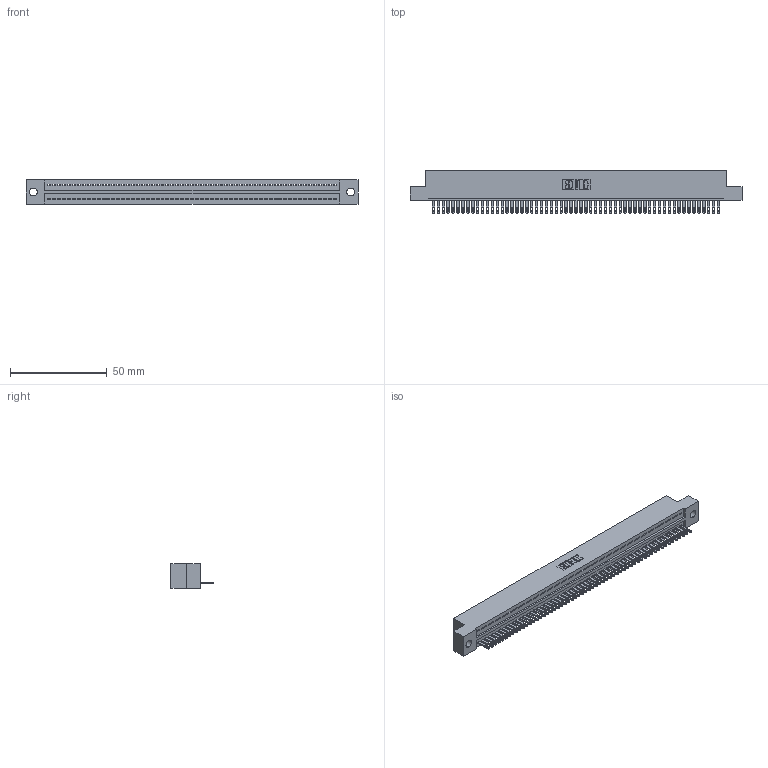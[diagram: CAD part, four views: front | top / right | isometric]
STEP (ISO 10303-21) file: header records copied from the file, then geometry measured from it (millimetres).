
FILE_DESCRIPTION (( 'STEP AP203' ), '1' );
FILE_NAME ('325-059-500-109.STEP', '2020-02-25T02:13:10', ( '' ), ( '' ), 'SwSTEP 2.0', 'SolidWorks 2016', '' );
FILE_SCHEMA (( 'CONFIG_CONTROL_DESIGN' ));
Length unit declared in the file: inch
Products named in the file (3): 325-292-001_325-293-100; 325-059-500-109; 325 Part_.160 TH
Assembly tree (60 placements, depth 2):
  325-059-500-109
    325 Part_.160 TH
    325-292-001_325-293-100  x59
Bounding box: 171.58 x 21.84 x 12.45 mm (x, y, z)
Volume: 21721.3 mm3; surface area: 24052.7 mm2
Topology: 60 solids, 60 shells, 3300 faces, 10223 edges, 6814 vertices
Faces by surface type: plane 2194, cylinder 1106
Entity records: 33803 total; most frequent: CARTESIAN_POINT 5835, ORIENTED_EDGE 5830, DIRECTION 4889, EDGE_CURVE 2915, VECTOR 2783, LINE 2783, VERTEX_POINT 1942, AXIS2_PLACEMENT_3D 1053
